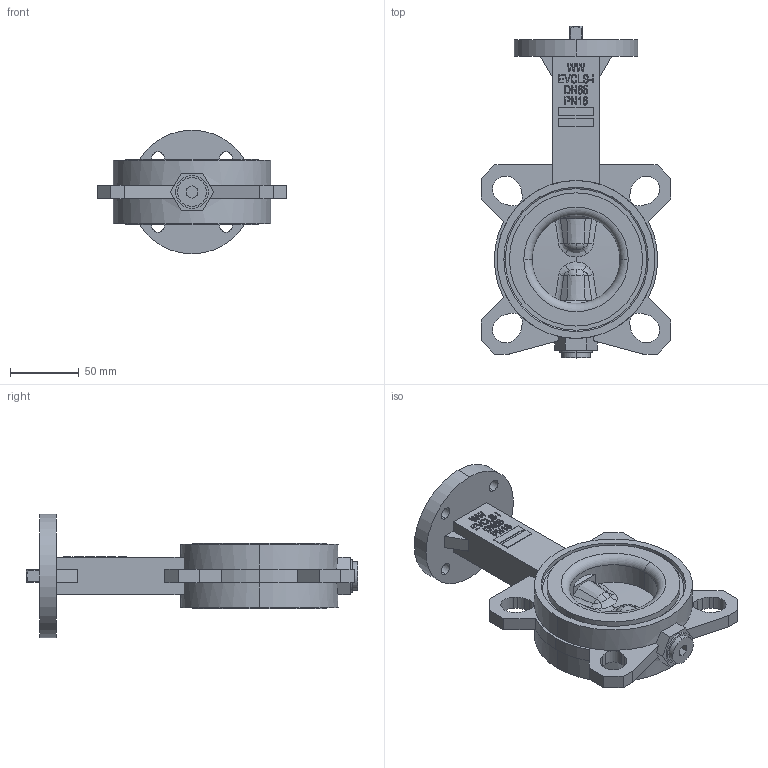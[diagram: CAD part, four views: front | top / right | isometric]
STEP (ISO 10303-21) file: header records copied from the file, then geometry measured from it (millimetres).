
FILE_DESCRIPTION (( 'STEP AP214' ), '1' );
FILE_NAME ('EVCLS-i DN65 PN16 F07-L9.STEP', '2024-04-24T13:56:39', ( '' ), ( '' ), 'SwSTEP 2.0', 'SolidWorks 2015', '' );
FILE_SCHEMA (( 'AUTOMOTIVE_DESIGN' ));
Length unit declared in the file: millimetre
Products named in the file (1): EVCLS-i DN65 PN16 F07-L9
Bounding box: 138 x 241.7 x 90 mm (x, y, z)
Volume: 554501.3 mm3; surface area: 92134.5 mm2
Topology: 1 solids, 1 shells, 463 faces, 1233 edges, 809 vertices
Faces by surface type: plane 257, bspline 94, cylinder 75, torus 24, cone 9, sphere 4
Entity records: 23850 total; most frequent: CARTESIAN_POINT 8412, ORIENTED_EDGE 2466, DIRECTION 1964, EDGE_CURVE 1233, VERTEX_POINT 809, LINE 768, VECTOR 768, AXIS2_PLACEMENT_3D 598
